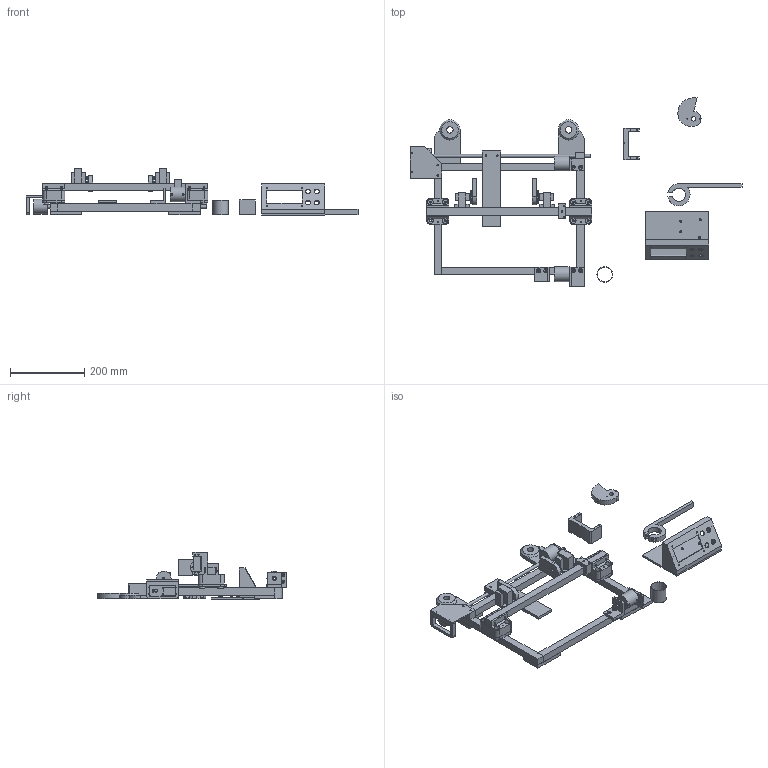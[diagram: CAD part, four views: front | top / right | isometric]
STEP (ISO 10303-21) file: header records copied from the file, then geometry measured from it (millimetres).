
FILE_DESCRIPTION(/* description */ (''),/* implementation_level */ '2;1');
FILE_NAME(/* name */ 'fddd8a0b-7e1f-486e-9622-c297c5eb70b5.stp',/* time_stamp */ '2019-02-04T16:30:41+00:00',/* author */ (''),/* organization */ (''),/* preprocessor_version */ 'ST-DEVELOPER v17.2',/* originating_system */ 'Autodesk Translation Framework v7.6.0.251',/* authorisation */ '');
FILE_SCHEMA (('AUTOMOTIVE_DESIGN { 1 0 10303 214 3 1 1 }'));
Length unit declared in the file: millimetre
Products named in the file (3): Toaster; Eggs01_MEGA v1; Eggs01_servo v1
Assembly tree (2 placements, depth 2):
  Toaster
    Eggs01_MEGA v1
    Eggs01_servo v1
Bounding box: 895 x 509.5 x 126.74 mm (x, y, z)
Volume: 2183014.5 mm3; surface area: 618398.1 mm2
Topology: 40 solids, 40 shells, 627 faces, 1543 edges, 1029 vertices
Faces by surface type: plane 361, cylinder 248, cone 14, bspline 4
Full cylindrical faces by diameter (mm): 2 x16, 2.2 x4, 2.5 x8, 2.8 x34, 3.5 x8, 4 x12, 4.1 x1, 4.3 x1, 4.344 x1, 4.5 x47, 5.2 x8, 5.5 x4, 6.3 x1, 8 x3, 8.1 x1, 8.5 x2, 10 x4, 11 x3, 11.1 x1, 12 x17, 13.5 x4, 15 x8, 15.2 x8, 17.4 x2, 36 x2, 39.522 x2, 40 x3, 42 x1
Entity records: 20255 total; most frequent: CARTESIAN_POINT 4207, DIRECTION 3276, ORIENTED_EDGE 3086, EDGE_CURVE 1543, AXIS2_PLACEMENT_3D 1153, VERTEX_POINT 1029, EDGE_LOOP 990, LINE 970
